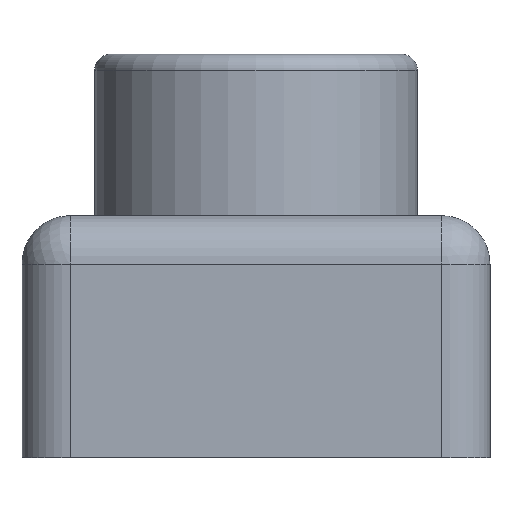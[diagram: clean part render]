
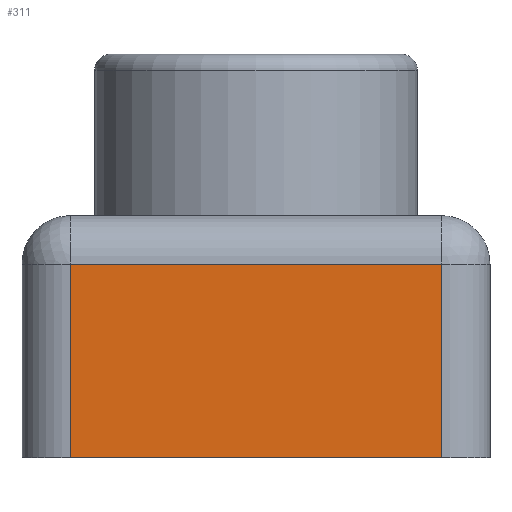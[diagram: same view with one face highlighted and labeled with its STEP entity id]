
A CAD part, front view. The second image highlights one B-rep face of the part: STEP entity #311.
In plain terms, the highlighted planar face has unit normal (0, -1, 0).
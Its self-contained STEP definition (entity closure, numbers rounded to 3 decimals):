
#21=PLANE('',#364);
#26=LINE('',#497,#47);
#29=LINE('',#511,#50);
#41=LINE('',#549,#62);
#44=LINE('',#556,#65);
#47=VECTOR('',#390,10.);
#50=VECTOR('',#405,10.);
#62=VECTOR('',#449,10.);
#65=VECTOR('',#460,10.);
#92=FACE_OUTER_BOUND('',#114,.T.);
#114=EDGE_LOOP('',(#264,#265,#266,#267));
#144=VERTEX_POINT('',#490);
#146=VERTEX_POINT('',#495);
#147=VERTEX_POINT('',#500);
#150=VERTEX_POINT('',#507);
#170=EDGE_CURVE('',#146,#144,#26,.T.);
#177=EDGE_CURVE('',#147,#150,#29,.T.);
#197=EDGE_CURVE('',#144,#147,#41,.T.);
#200=EDGE_CURVE('',#146,#150,#44,.T.);
#264=ORIENTED_EDGE('',*,*,#170,.F.);
#265=ORIENTED_EDGE('',*,*,#200,.T.);
#266=ORIENTED_EDGE('',*,*,#177,.F.);
#267=ORIENTED_EDGE('',*,*,#197,.F.);
#311=ADVANCED_FACE('',(#92),#21,.T.);
#364=AXIS2_PLACEMENT_3D('',#555,#458,#459);
#390=DIRECTION('',(0.,0.,1.));
#405=DIRECTION('',(0.,0.,-1.));
#449=DIRECTION('',(1.,0.,0.));
#458=DIRECTION('center_axis',(0.,-1.,0.));
#459=DIRECTION('ref_axis',(1.,0.,0.));
#460=DIRECTION('',(1.,0.,0.));
#490=CARTESIAN_POINT('',(-1.15,-1.95,1.2));
#495=CARTESIAN_POINT('',(-1.15,-1.95,0.));
#497=CARTESIAN_POINT('',(-1.15,-1.95,0.));
#500=CARTESIAN_POINT('',(1.15,-1.95,1.2));
#507=CARTESIAN_POINT('',(1.15,-1.95,0.));
#511=CARTESIAN_POINT('',(1.15,-1.95,0.));
#549=CARTESIAN_POINT('',(-0.725,-1.95,1.2));
#555=CARTESIAN_POINT('Origin',(-1.45,-1.95,0.));
#556=CARTESIAN_POINT('',(-1.45,-1.95,0.));
